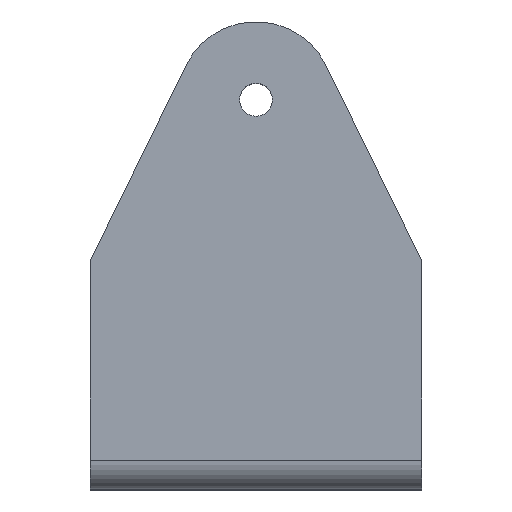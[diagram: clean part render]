
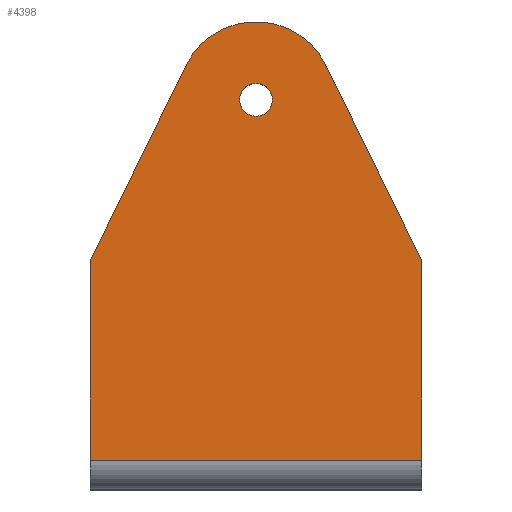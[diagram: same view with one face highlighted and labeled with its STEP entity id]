
A CAD part, top view. The second image highlights one B-rep face of the part: STEP entity #4398.
In plain terms, the highlighted planar face has unit normal (0, 0, 1).
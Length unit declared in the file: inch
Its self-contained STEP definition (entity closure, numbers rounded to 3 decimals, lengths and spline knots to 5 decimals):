
#940=DIRECTION('',(-1.,0.,0.));
#941=VECTOR('',#940,1.33858);
#942=CARTESIAN_POINT('',(0.66929,0.05906,
0.66929));
#943=LINE('',#942,#941);
#958=DIRECTION('',(0.,1.,0.));
#959=VECTOR('',#958,0.80709);
#960=CARTESIAN_POINT('',(-0.66929,0.05906,
0.66929));
#961=LINE('',#960,#959);
#962=DIRECTION('',(0.44,0.898,0.));
#963=VECTOR('',#962,0.87792);
#964=CARTESIAN_POINT('',(-0.66929,0.86614,
0.66929));
#965=LINE('',#964,#963);
#966=CARTESIAN_POINT('',(0.,1.51575,0.66929));
#967=DIRECTION('',(0.,0.,-1.));
#968=DIRECTION('',(-0.898,0.44,0.));
#969=AXIS2_PLACEMENT_3D('',#966,#967,#968);
#971=DIRECTION('',(0.44,-0.898,0.));
#972=VECTOR('',#971,0.87792);
#973=CARTESIAN_POINT('',(0.2828,1.65441,0.66929));
#974=LINE('',#973,#972);
#975=DIRECTION('',(0.,-1.,0.));
#976=VECTOR('',#975,0.80709);
#977=CARTESIAN_POINT('',(0.66929,0.86614,
0.66929));
#978=LINE('',#977,#976);
#979=CARTESIAN_POINT('',(0.,1.51575,0.66929));
#980=DIRECTION('',(0.,0.,1.));
#981=DIRECTION('',(-1.,0.,0.));
#982=AXIS2_PLACEMENT_3D('',#979,#980,#981);
#984=CARTESIAN_POINT('',(0.,1.51575,0.66929));
#985=DIRECTION('',(0.,0.,1.));
#986=DIRECTION('',(1.,0.,0.));
#987=AXIS2_PLACEMENT_3D('',#984,#985,#986);
#2773=CARTESIAN_POINT('',(-0.66929,0.05906,
0.66929));
#2774=CARTESIAN_POINT('',(-0.66929,0.86614,
0.66929));
#2775=VERTEX_POINT('',#2773);
#2776=VERTEX_POINT('',#2774);
#2777=CARTESIAN_POINT('',(-0.2828,1.65441,
0.66929));
#2778=VERTEX_POINT('',#2777);
#2779=CARTESIAN_POINT('',(0.2828,1.65441,
0.66929));
#2780=VERTEX_POINT('',#2779);
#2781=CARTESIAN_POINT('',(0.66929,0.86614,
0.66929));
#2782=VERTEX_POINT('',#2781);
#2783=CARTESIAN_POINT('',(0.66929,0.05906,
0.66929));
#2784=VERTEX_POINT('',#2783);
#2793=CARTESIAN_POINT('',(-0.06693,1.51575,
0.66929));
#2794=CARTESIAN_POINT('',(0.06693,1.51575,
0.66929));
#2795=VERTEX_POINT('',#2793);
#2796=VERTEX_POINT('',#2794);
#4379=CARTESIAN_POINT('',(-0.35124,0.,0.66929));
#4380=DIRECTION('',(0.,0.,-1.));
#4381=DIRECTION('',(1.,0.,0.));
#4382=AXIS2_PLACEMENT_3D('',#4379,#4380,#4381);
#4383=PLANE('',#4382);
#4384=ORIENTED_EDGE('',*,*,#4040,.T.);
#4385=ORIENTED_EDGE('',*,*,#4054,.T.);
#4386=ORIENTED_EDGE('',*,*,#4068,.T.);
#4387=ORIENTED_EDGE('',*,*,#4082,.T.);
#4388=ORIENTED_EDGE('',*,*,#4096,.T.);
#4389=ORIENTED_EDGE('',*,*,#4371,.T.);
#4390=EDGE_LOOP('',(#4384,#4385,#4386,#4387,#4388,#4389));
#4391=FACE_OUTER_BOUND('',#4390,.F.);
#4393=ORIENTED_EDGE('',*,*,#4392,.T.);
#4395=ORIENTED_EDGE('',*,*,#4394,.T.);
#4396=EDGE_LOOP('',(#4393,#4395));
#4397=FACE_BOUND('',#4396,.F.);
#4398=ADVANCED_FACE('',(#4391,#4397),#4383,.F.);
#970=CIRCLE('',#969,0.31496);
#983=CIRCLE('',#982,0.06693);
#988=CIRCLE('',#987,0.06693);
#4040=EDGE_CURVE('',#2775,#2776,#961,.T.);
#4054=EDGE_CURVE('',#2776,#2778,#965,.T.);
#4068=EDGE_CURVE('',#2778,#2780,#970,.T.);
#4082=EDGE_CURVE('',#2780,#2782,#974,.T.);
#4096=EDGE_CURVE('',#2782,#2784,#978,.T.);
#4371=EDGE_CURVE('',#2784,#2775,#943,.T.);
#4392=EDGE_CURVE('',#2795,#2796,#983,.T.);
#4394=EDGE_CURVE('',#2796,#2795,#988,.T.);
